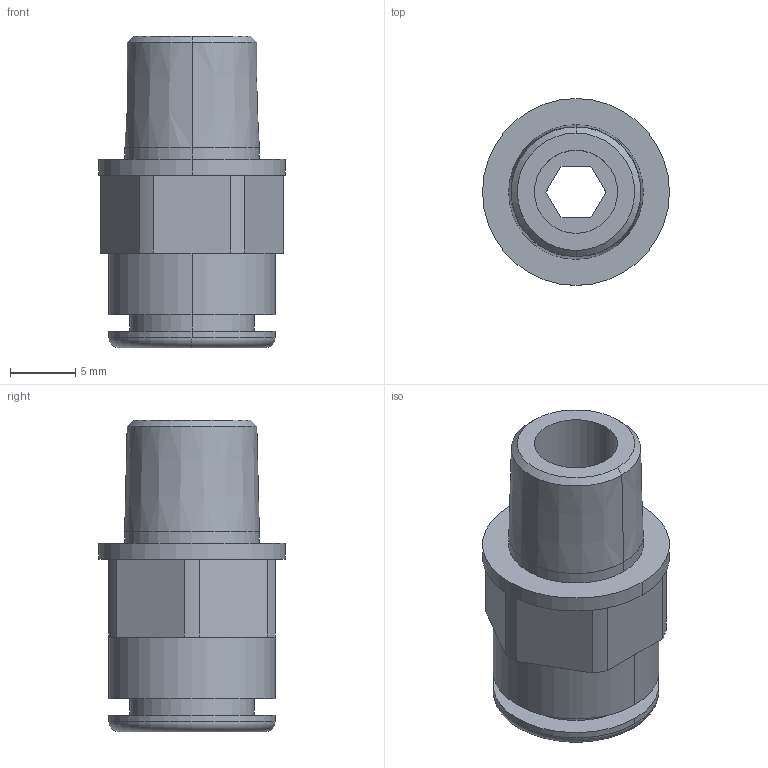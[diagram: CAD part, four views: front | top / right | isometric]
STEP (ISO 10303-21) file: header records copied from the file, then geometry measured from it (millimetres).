
FILE_DESCRIPTION((''),'2;1');
FILE_NAME('ILCP3012800','2006-11-22T',('KR'),(''),'PRO/ENGINEER BY PARAMETRIC TECHNOLOGY CORPORATION, 2005180','PRO/ENGINEER BY PARAMETRIC TECHNOLOGY CORPORATION, 2005180','');
FILE_SCHEMA(('AUTOMOTIVE_DESIGN_CC2 { 1 2 10303 214 -1 1 5 2 }'));
Length unit declared in the file: inch
Products named in the file (1): ILCP3012800
Bounding box: 14.27 x 14.27 x 23.8 mm (x, y, z)
Volume: 1964.4 mm3; surface area: 1807.8 mm2
Topology: 1 solids, 1 shells, 55 faces, 124 edges, 78 vertices
Faces by surface type: plane 27, cylinder 22, cone 4, torus 2
Entity records: 1667 total; most frequent: DIRECTION 290, CARTESIAN_POINT 257, ORIENTED_EDGE 248, EDGE_CURVE 124, AXIS2_PLACEMENT_3D 111, COLOUR_RGB 105, VERTEX_POINT 78, VECTOR 68
